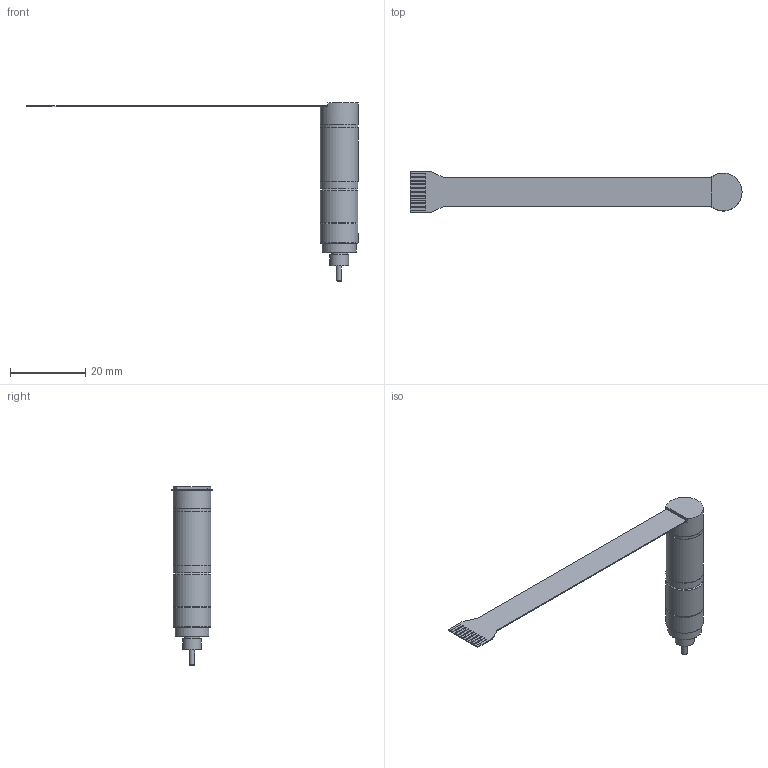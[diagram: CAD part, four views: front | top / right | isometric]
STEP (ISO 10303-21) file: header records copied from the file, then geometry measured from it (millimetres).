
FILE_DESCRIPTION(/* description */ (''),/* implementation_level */ '2;1');
FILE_NAME(/* name */ 'model_product_id175.stp',/* time_stamp */ '2016-07-20T15:30:55+02:00',/* author */ ('SD'),/* organization */ ('Micromotion GmbH Germany'),/* preprocessor_version */ 'ST-DEVELOPER v16.1',/* originating_system */ 'Autodesk Inventor 2016',/* authorisation */ '');
FILE_SCHEMA (('AUTOMOTIVE_DESIGN { 1 0 10303 214 3 1 1 }'));
Length unit declared in the file: millimetre
Products named in the file (1): MHD-10-1000-P-S-SPM0116_Shrinkwrap_1
Bounding box: 88 x 11 x 47.2 mm (x, y, z)
Volume: 3317.1 mm3; surface area: 2795.2 mm2
Topology: 1 solids, 1 shells, 91 faces, 225 edges, 148 vertices
Faces by surface type: plane 67, cylinder 13, cone 7, torus 4
Full cylindrical faces by diameter (mm): 3 x1, 4.5 x1, 5 x2, 9 x1, 9.1 x1, 9.9 x2, 10 x4
Entity records: 2644 total; most frequent: CARTESIAN_POINT 431, DIRECTION 417, ORIENTED_EDGE 390, EDGE_CURVE 195, LINE 153, VECTOR 153, VERTEX_POINT 140, AXIS2_PLACEMENT_3D 132
